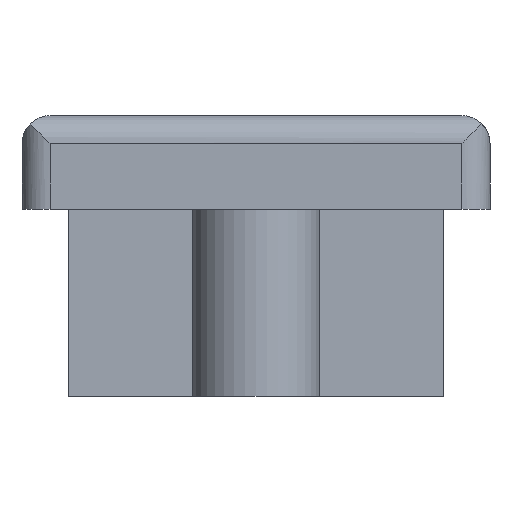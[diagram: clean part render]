
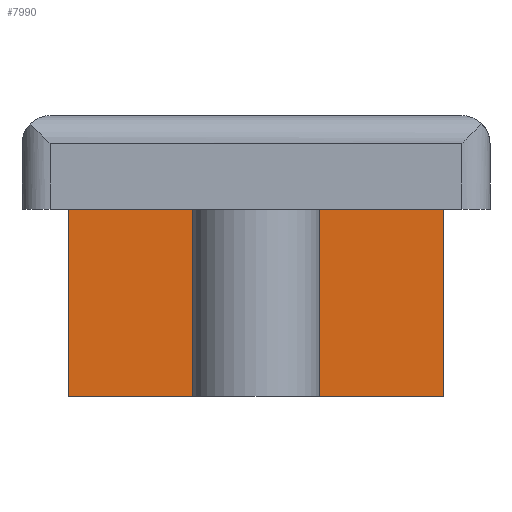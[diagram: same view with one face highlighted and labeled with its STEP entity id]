
A CAD part, front view. The second image highlights one B-rep face of the part: STEP entity #7990.
In plain terms, the highlighted face is planar.
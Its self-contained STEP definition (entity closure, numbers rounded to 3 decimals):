
#3580=CARTESIAN_POINT('',(20.,55.,5.));
#3590=VERTEX_POINT('',#3580);
#3620=CARTESIAN_POINT('',(0.,55.,5.));
#3630=DIRECTION('',(-1.,0.,0.));
#3640=VECTOR('',#3630,1.);
#3650=LINE('',#3620,#3640);
#3660=CARTESIAN_POINT('',(0.,55.,5.));
#3670=VERTEX_POINT('',#3660);
#3680=EDGE_CURVE('',#3590,#3670,#3650,.T.);
#7300=CARTESIAN_POINT('',(0.,55.,15.));
#7310=VERTEX_POINT('',#7300);
#7360=CARTESIAN_POINT('',(20.,55.,15.));
#7370=DIRECTION('',(-1.,0.,0.));
#7380=VECTOR('',#7370,1.);
#7390=LINE('',#7360,#7380);
#7400=CARTESIAN_POINT('',(20.,55.,15.));
#7410=VERTEX_POINT('',#7400);
#7420=EDGE_CURVE('',#7410,#7310,#7390,.T.);
#7730=CARTESIAN_POINT('',(20.,55.,5.));
#7740=DIRECTION('',(0.,0.,1.));
#7750=VECTOR('',#7740,1.);
#7760=LINE('',#7730,#7750);
#7770=EDGE_CURVE('',#3590,#7410,#7760,.T.);
#7830=CARTESIAN_POINT('',(0.,55.,5.));
#7840=DIRECTION('',(-0.,1.,0.));
#7850=DIRECTION('',(1.,0.,0.));
#7860=AXIS2_PLACEMENT_3D('',#7830,#7840,#7850);
#7870=PLANE('',#7860);
#7880=ORIENTED_EDGE('',*,*,#7770,.F.);
#7890=ORIENTED_EDGE('',*,*,#7420,.F.);
#7900=CARTESIAN_POINT('',(0.,55.,5.));
#7910=DIRECTION('',(0.,0.,1.));
#7920=VECTOR('',#7910,1.);
#7930=LINE('',#7900,#7920);
#7940=EDGE_CURVE('',#3670,#7310,#7930,.T.);
#7950=ORIENTED_EDGE('',*,*,#7940,.T.);
#7960=ORIENTED_EDGE('',*,*,#3680,.T.);
#7970=EDGE_LOOP('',(#7960,#7950,#7890,#7880));
#7980=FACE_OUTER_BOUND('',#7970,.T.);
#7990=ADVANCED_FACE('',(#7980),#7870,.T.);
